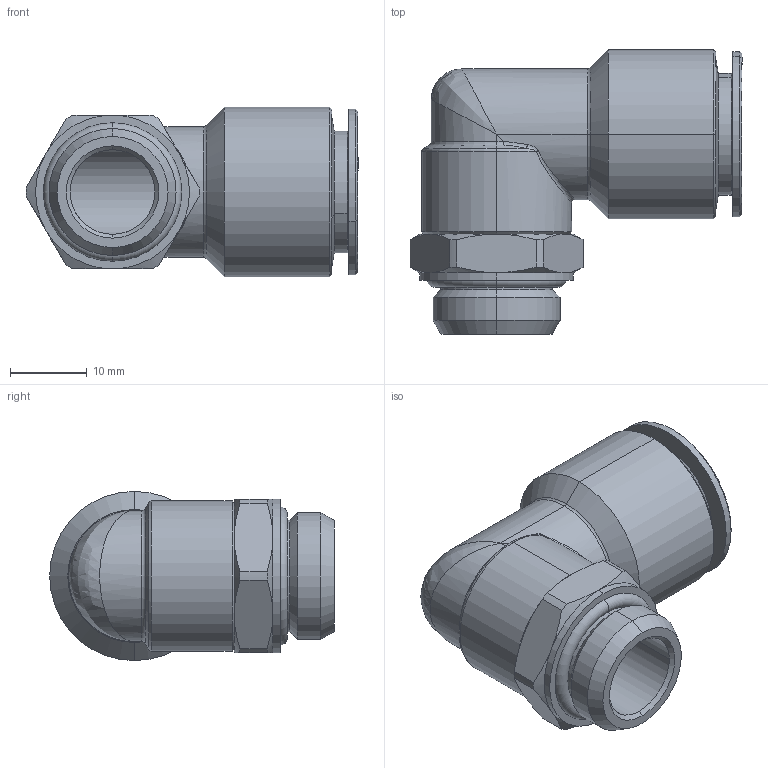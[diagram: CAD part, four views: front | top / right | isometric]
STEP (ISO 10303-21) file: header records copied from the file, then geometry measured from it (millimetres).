
FILE_DESCRIPTION (( 'STEP AP203' ), '1' );
FILE_NAME ('A0060073.STEP', '2009-01-16T15:29:07', ( 'UT1' ), ( '' ), 'SwSTEP 2.0', 'SolidWorks 2008', '' );
FILE_SCHEMA (( 'CONFIG_CONTROL_DESIGN' ));
Length unit declared in the file: millimetre
Products named in the file (1): A0060073
Bounding box: 43.15 x 37 x 22 mm (x, y, z)
Volume: 9512.2 mm3; surface area: 6662.7 mm2
Topology: 1 solids, 1 shells, 97 faces, 217 edges, 124 vertices
Faces by surface type: cone 37, cylinder 31, plane 13, torus 10, bspline 6
Entity records: 3345 total; most frequent: CARTESIAN_POINT 1161, DIRECTION 466, ORIENTED_EDGE 430, EDGE_CURVE 215, AXIS2_PLACEMENT_3D 203, VERTEX_POINT 124, CIRCLE 111, EDGE_LOOP 103
